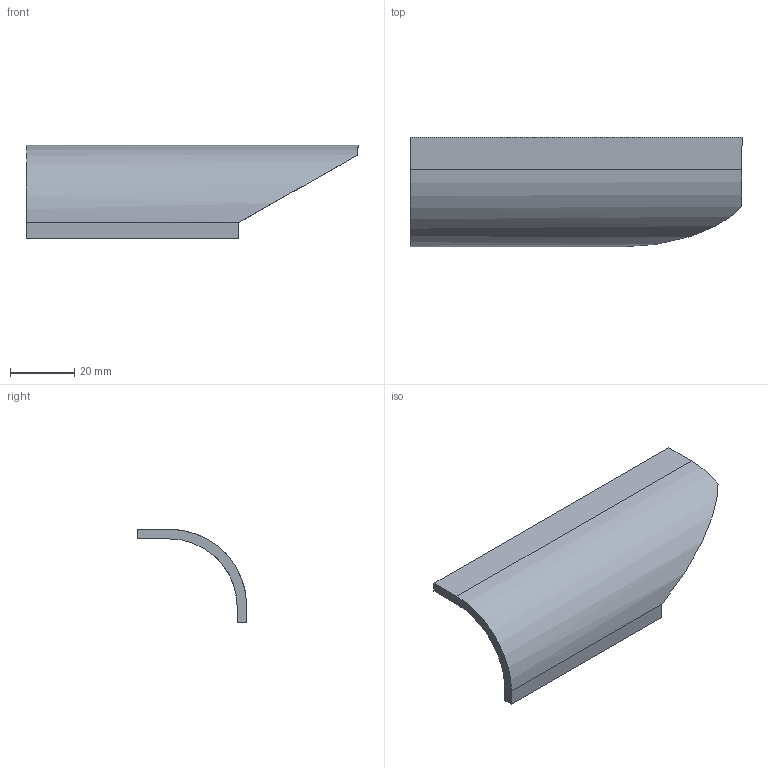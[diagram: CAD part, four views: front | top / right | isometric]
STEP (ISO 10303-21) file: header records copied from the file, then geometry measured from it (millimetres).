
FILE_DESCRIPTION (( 'STEP AP214' ), '1' );
FILE_NAME ('Heater Base Cap.STEP', '2023-09-06T17:00:04', ( '' ), ( '' ), 'SwSTEP 2.0', 'SolidWorks 2023', '' );
FILE_SCHEMA (( 'AUTOMOTIVE_DESIGN' ));
Length unit declared in the file: millimetre
Products named in the file (1): Heater Base Cap
Bounding box: 103 x 34 x 29 mm (x, y, z)
Volume: 13707.7 mm3; surface area: 10028.2 mm2
Topology: 1 solids, 1 shells, 12 faces, 27 edges, 17 vertices
Faces by surface type: plane 10, cylinder 2
Entity records: 353 total; most frequent: CARTESIAN_POINT 63, DIRECTION 54, ORIENTED_EDGE 54, EDGE_CURVE 27, LINE 22, VECTOR 22, VERTEX_POINT 17, AXIS2_PLACEMENT_3D 16
